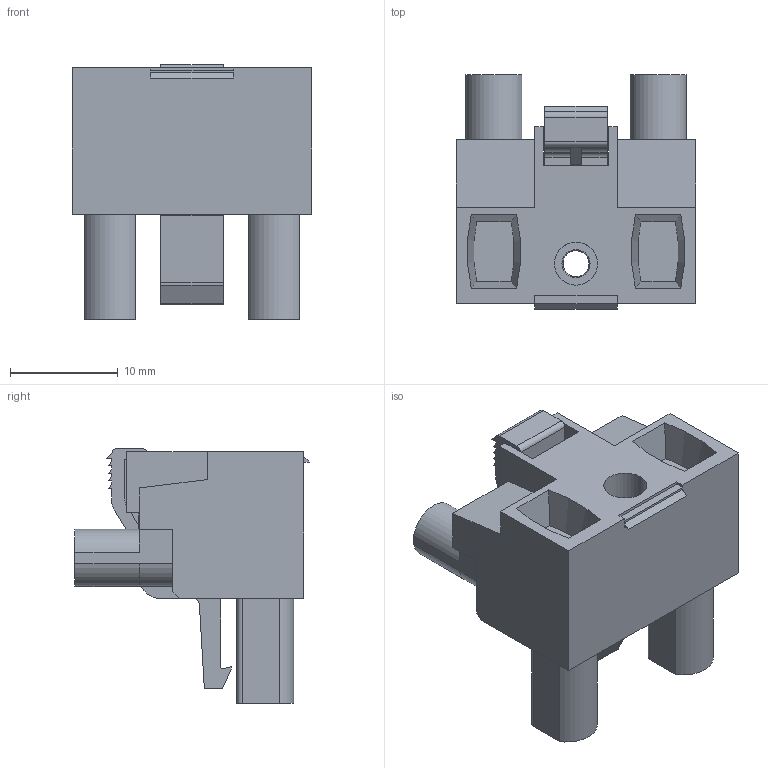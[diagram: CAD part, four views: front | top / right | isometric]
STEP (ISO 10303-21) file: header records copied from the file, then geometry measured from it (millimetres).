
FILE_DESCRIPTION(('CATIA V5 STEP Exchange','CAx-IF Rec.Pracs.--- Model Styling and Organization---1.2---2011-12-15'),'2;1');
FILE_NAME ('D1449671_0_1173490000_1173490000.stp','2018-09-08T15:33:27+00:00',('none'),('Weidmueller'),'CATIA Version 5-6 Release 2014','CATIA V5 STEP AP214','none');
FILE_SCHEMA(('AUTOMOTIVE_DESIGN { 1 0 10303 214 1 1 1 1 }'));
Length unit declared in the file: millimetre
Products named in the file (1): 1173490000
Bounding box: 22.24 x 21.75 x 23.65 mm (x, y, z)
Volume: 3929.3 mm3; surface area: 4042.6 mm2
Topology: 2 solids, 2 shells, 196 faces, 540 edges, 358 vertices
Faces by surface type: plane 129, cylinder 57, cone 10
Entity records: 5934 total; most frequent: ORIENTED_EDGE 1080, CARTESIAN_POINT 1077, DIRECTION 840, EDGE_CURVE 540, VECTOR 408, LINE 408, VERTEX_POINT 358, AXIS2_PLACEMENT_3D 279
